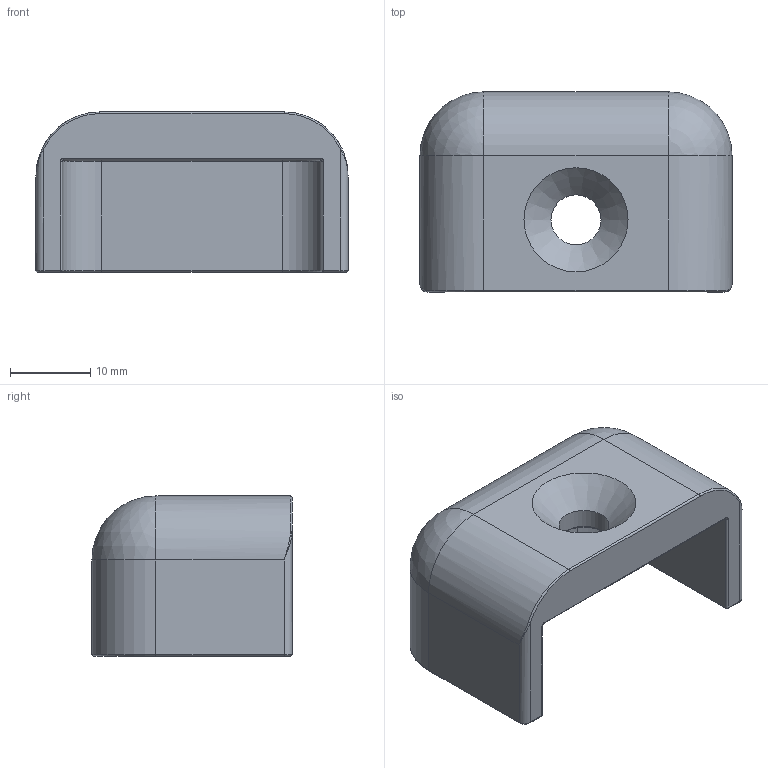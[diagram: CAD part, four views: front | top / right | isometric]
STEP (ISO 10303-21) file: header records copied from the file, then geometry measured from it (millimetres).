
FILE_DESCRIPTION(/* description */ (''),/* implementation_level */ '2;1');
FILE_NAME(/* name */ '691.241.stp',/* time_stamp */ '2022-11-17T09:31:55+01:00',/* author */ ('lucade'),/* organization */ (''),/* preprocessor_version */ 'ST-DEVELOPER v19.2',/* originating_system */ 'Autodesk Inventor 2023',/* authorisation */ '');
FILE_SCHEMA (('AUTOMOTIVE_DESIGN { 1 0 10303 214 3 1 1 }'));
Length unit declared in the file: millimetre
Products named in the file (1): 21011114
Bounding box: 39 x 25 x 20 mm (x, y, z)
Volume: 7923.4 mm3; surface area: 4525.5 mm2
Topology: 1 solids, 1 shells, 55 faces, 124 edges, 67 vertices
Faces by surface type: cylinder 25, torus 13, plane 10, sphere 4, bspline 2, cone 1
Full cylindrical faces by diameter (mm): 6.25 x1
Entity records: 1613 total; most frequent: CARTESIAN_POINT 341, DIRECTION 290, ORIENTED_EDGE 240, EDGE_CURVE 120, AXIS2_PLACEMENT_3D 120, VERTEX_POINT 67, CIRCLE 66, EDGE_LOOP 57
